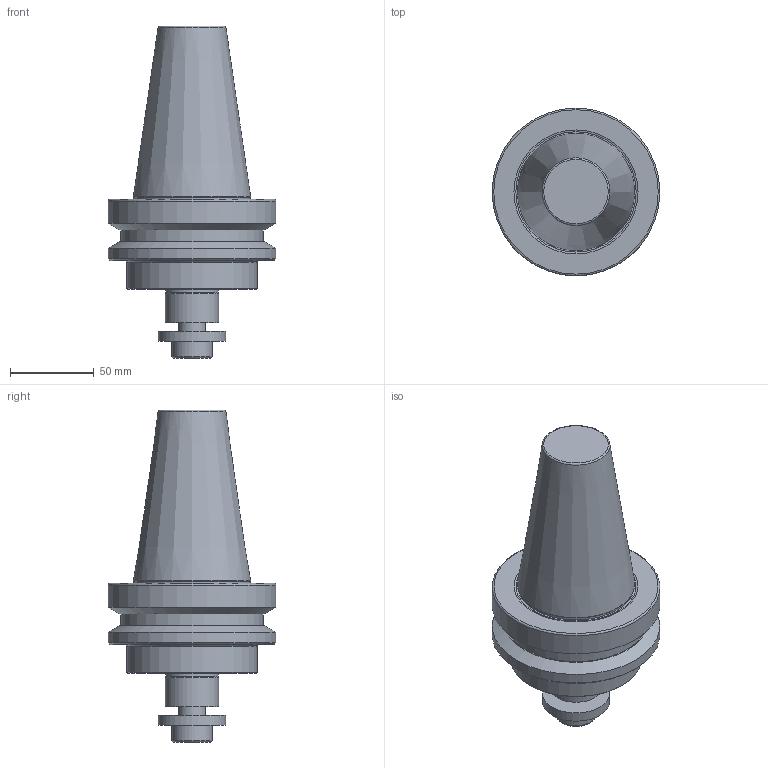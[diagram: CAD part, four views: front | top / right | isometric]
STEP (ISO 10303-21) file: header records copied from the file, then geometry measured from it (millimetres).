
FILE_DESCRIPTION(/* description */ ('3-D model version:1'),/* implementation_level */ '2;1');
FILE_NAME(/* name */ '392.55805C5032055',/* time_stamp */ '2016-12-02T14:02:02',/* author */ ('InteractiveCad'),/* organization */ ('AB Sandvik Coromant'),/* preprocessor_version */ 'ST-DEVELOPER v11',/* originating_system */ 'SIEMENS UGS NX 6.0',/* authorization */ '');
FILE_SCHEMA(('AUTOMOTIVE_DESIGN'));
Length unit declared in the file: millimetre
Products named in the file (1): 392.55805C5032055_635399700111089892_1_stp
Bounding box: 99.97 x 99.97 x 197.8 mm (x, y, z)
Volume: 626009.6 mm3; surface area: 55708.2 mm2
Topology: 1 solids, 1 shells, 42 faces, 70 edges, 41 vertices
Faces by surface type: plane 13, cylinder 12, cone 12, torus 5
Full cylindrical faces by diameter (mm): 16 x1, 17 x2, 24 x1, 31.292 x1, 31.992 x1, 40 x1, 69.25 x1, 78 x1, 85 x1, 99.973 x2
Entity records: 872 total; most frequent: DIRECTION 174, CARTESIAN_POINT 128, AXIS2_PLACEMENT_3D 87, EDGE_LOOP 82, ORIENTED_EDGE 82, FACE_BOUND 80, ADVANCED_FACE 42, VERTEX_POINT 41
